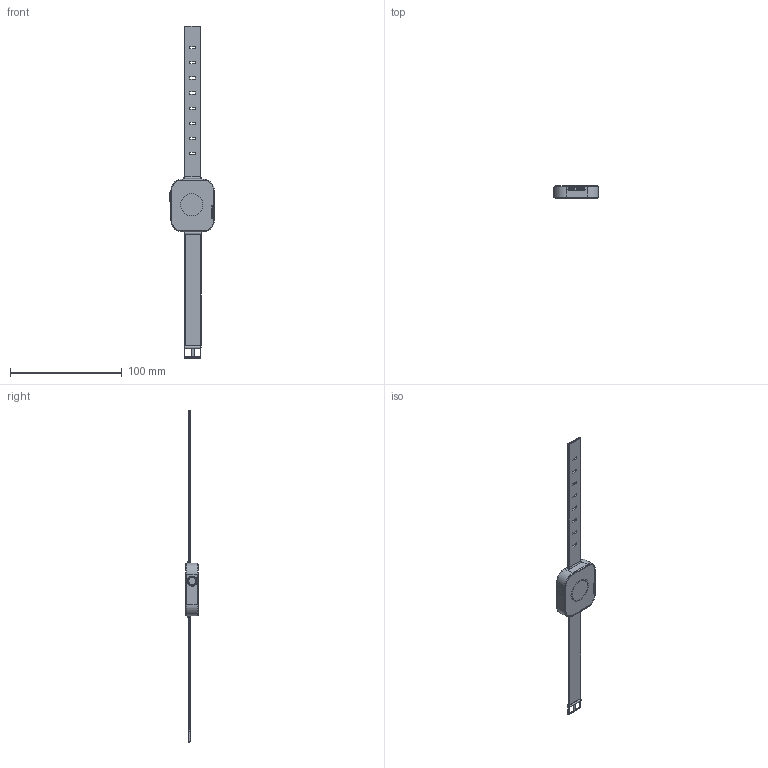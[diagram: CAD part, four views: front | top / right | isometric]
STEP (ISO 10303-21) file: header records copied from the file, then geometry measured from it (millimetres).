
FILE_DESCRIPTION(/* description */ (''),/* implementation_level */ '2;1');
FILE_NAME(/* name */ 'Rendering and Appearances v5.step',/* time_stamp */ '2025-04-02T10:33:05+03:00',/* author */ (''),/* organization */ (''),/* preprocessor_version */ 'ST-DEVELOPER v20.1',/* originating_system */ 'Autodesk Translation Framework v14.4.0.0',/* authorisation */ '');
FILE_SCHEMA (('AUTOMOTIVE_DESIGN { 1 0 10303 214 3 1 1 }'));
Length unit declared in the file: millimetre
Products named in the file (13): Rendering and Appearances; Component1; Component2; Component3; Component4; Component5; Component6; Component7; Component8; Component9; Component10; Component11; Component12
Assembly tree (12 placements, depth 2):
  Rendering and Appearances
    Component1
    Component2
    Component3
    Component4
    Component5
    Component6
    Component7
    Component8
    Component9
    Component10
    Component11
    Component12
Bounding box: 39.88 x 11.09 x 297.1 mm (x, y, z)
Volume: 8865.3 mm3; surface area: 18631.2 mm2
Topology: 12 solids, 12 shells, 306 faces, 666 edges, 395 vertices
Faces by surface type: cylinder 141, plane 125, torus 18, sphere 18, cone 4
Full cylindrical faces by diameter (mm): 0.25 x8, 0.54 x2, 0.55 x1, 0.57 x4, 5.36 x1, 7 x2, 9 x1, 19.9 x1, 20 x1
Entity records: 8814 total; most frequent: DIRECTION 1571, CARTESIAN_POINT 1504, ORIENTED_EDGE 1332, EDGE_CURVE 666, AXIS2_PLACEMENT_3D 588, LINE 395, VECTOR 395, VERTEX_POINT 395
